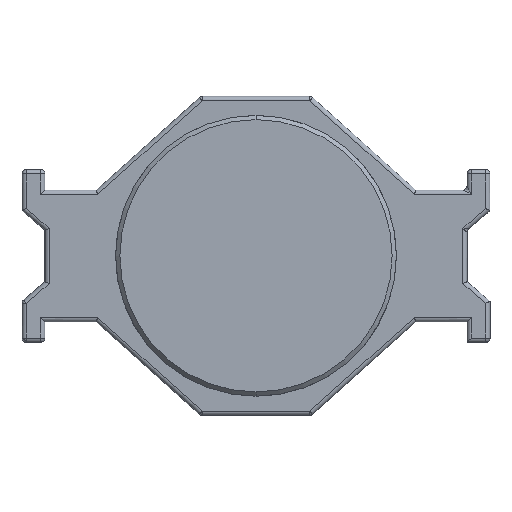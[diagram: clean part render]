
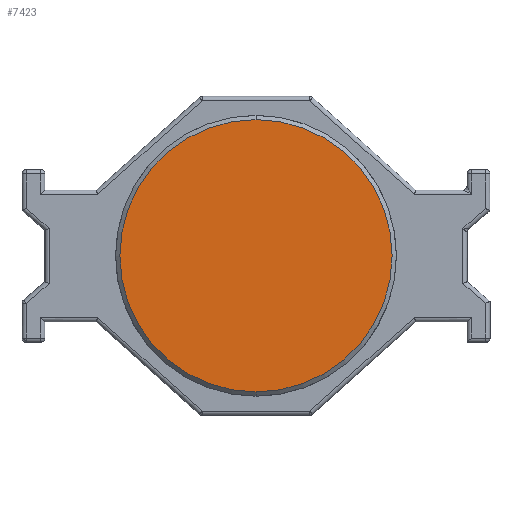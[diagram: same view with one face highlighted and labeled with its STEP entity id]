
A CAD part, top view. The second image highlights one B-rep face of the part: STEP entity #7423.
In plain terms, the highlighted planar face has unit normal (0, 0, 1).
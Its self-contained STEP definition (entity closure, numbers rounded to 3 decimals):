
#365 = ORIENTED_EDGE ( 'NONE', *, *, #3749, .F. ) ;
#1029 = FACE_OUTER_BOUND ( 'NONE', #4998, .T. ) ;
#1275 = DIRECTION ( 'NONE',  ( 0., 0., -1. ) ) ;
#2538 = PLANE ( 'NONE',  #3637 ) ;
#3118 = DIRECTION ( 'NONE',  ( 0., 0., -1. ) ) ;
#3208 = CARTESIAN_POINT ( 'NONE',  ( 0., 6.4, 7. ) ) ;
#3637 = AXIS2_PLACEMENT_3D ( 'NONE', #5174, #1275, #5842 ) ;
#3749 = EDGE_CURVE ( 'NONE', #6267, #5923, #6683, .T. ) ;
#3769 = CIRCLE ( 'NONE', #6901, 6.4 ) ;
#3821 = DIRECTION ( 'NONE',  ( 0., 0., -1. ) ) ;
#4235 = CARTESIAN_POINT ( 'NONE',  ( 0., -6.4, 7. ) ) ;
#4332 = EDGE_CURVE ( 'NONE', #5923, #6267, #3769, .T. ) ;
#4890 = ORIENTED_EDGE ( 'NONE', *, *, #4332, .F. ) ;
#4998 = EDGE_LOOP ( 'NONE', ( #4890, #365 ) ) ;
#5174 = CARTESIAN_POINT ( 'NONE',  ( 0., 0., 7. ) ) ;
#5842 = DIRECTION ( 'NONE',  ( -1., 0., 0. ) ) ;
#5923 = VERTEX_POINT ( 'NONE', #3208 ) ;
#6267 = VERTEX_POINT ( 'NONE', #4235 ) ;
#6683 = CIRCLE ( 'NONE', #8401, 6.4 ) ;
#6901 = AXIS2_PLACEMENT_3D ( 'NONE', #7042, #3118, #7702 ) ;
#7042 = CARTESIAN_POINT ( 'NONE',  ( 0., 0., 7. ) ) ;
#7423 = ADVANCED_FACE ( 'NONE', ( #1029 ), #2538, .F. ) ;
#7702 = DIRECTION ( 'NONE',  ( 0., 1., 0. ) ) ;
#7748 = CARTESIAN_POINT ( 'NONE',  ( 0., 0., 7. ) ) ;
#8378 = DIRECTION ( 'NONE',  ( 0., 1., 0. ) ) ;
#8401 = AXIS2_PLACEMENT_3D ( 'NONE', #7748, #3821, #8378 ) ;
